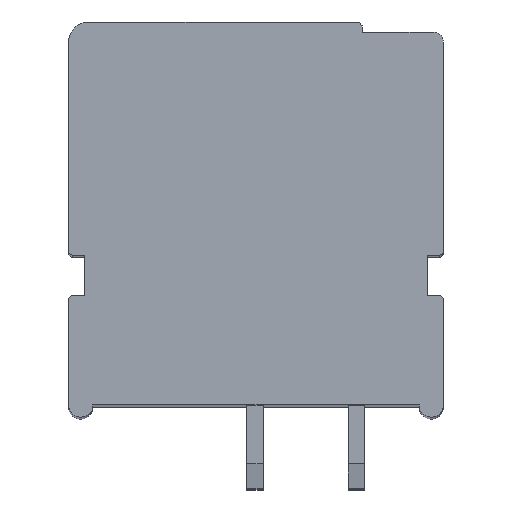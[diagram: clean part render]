
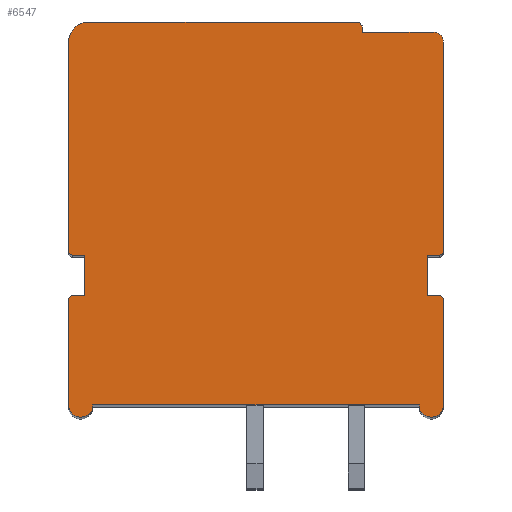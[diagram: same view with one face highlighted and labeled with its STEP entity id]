
A CAD part, top view. The second image highlights one B-rep face of the part: STEP entity #6547.
In plain terms, the highlighted planar face has unit normal (0, 0, 1).
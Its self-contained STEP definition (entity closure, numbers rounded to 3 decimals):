
#932=CARTESIAN_POINT('',(8.75,8.75,4.7));
#933=DIRECTION('',(0.,0.,1.));
#934=DIRECTION('',(1.,0.,0.));
#935=AXIS2_PLACEMENT_3D('',#932,#933,#934);
#937=DIRECTION('',(0.,1.,0.));
#938=VECTOR('',#937,10.3);
#939=CARTESIAN_POINT('',(9.25,-1.55,4.7));
#940=LINE('',#939,#938);
#941=CARTESIAN_POINT('',(9.05,-1.55,4.7));
#942=DIRECTION('',(0.,0.,1.));
#943=DIRECTION('',(0.,-1.,0.));
#944=AXIS2_PLACEMENT_3D('',#941,#942,#943);
#946=DIRECTION('',(1.,0.,0.));
#947=VECTOR('',#946,0.6);
#948=CARTESIAN_POINT('',(8.45,-1.75,4.7));
#949=LINE('',#948,#947);
#950=DIRECTION('',(0.,1.,0.));
#951=VECTOR('',#950,2.);
#952=CARTESIAN_POINT('',(8.45,-3.75,4.7));
#953=LINE('',#952,#951);
#954=DIRECTION('',(-1.,0.,0.));
#955=VECTOR('',#954,0.6);
#956=CARTESIAN_POINT('',(9.05,-3.75,4.7));
#957=LINE('',#956,#955);
#958=CARTESIAN_POINT('',(9.05,-3.95,4.7));
#959=DIRECTION('',(0.,0.,1.));
#960=DIRECTION('',(1.,0.,0.));
#961=AXIS2_PLACEMENT_3D('',#958,#959,#960);
#963=DIRECTION('',(0.,1.,0.));
#964=VECTOR('',#963,5.2);
#965=CARTESIAN_POINT('',(9.25,-9.15,4.7));
#966=LINE('',#965,#964);
#967=CARTESIAN_POINT('',(8.65,-9.15,4.7));
#968=DIRECTION('',(0.,0.,1.));
#969=DIRECTION('',(-1.,0.,0.));
#970=AXIS2_PLACEMENT_3D('',#967,#968,#969);
#972=DIRECTION('',(1.,0.,0.));
#973=VECTOR('',#972,16.1);
#974=CARTESIAN_POINT('',(-8.05,-9.15,4.7));
#975=LINE('',#974,#973);
#976=CARTESIAN_POINT('',(-8.65,-9.15,4.7));
#977=DIRECTION('',(0.,0.,1.));
#978=DIRECTION('',(-1.,0.,0.));
#979=AXIS2_PLACEMENT_3D('',#976,#977,#978);
#981=DIRECTION('',(0.,-1.,0.));
#982=VECTOR('',#981,5.2);
#983=CARTESIAN_POINT('',(-9.25,-3.95,4.7));
#984=LINE('',#983,#982);
#985=CARTESIAN_POINT('',(-9.05,-3.95,4.7));
#986=DIRECTION('',(0.,0.,1.));
#987=DIRECTION('',(0.,1.,0.));
#988=AXIS2_PLACEMENT_3D('',#985,#986,#987);
#990=DIRECTION('',(-1.,0.,0.));
#991=VECTOR('',#990,0.6);
#992=CARTESIAN_POINT('',(-8.45,-3.75,4.7));
#993=LINE('',#992,#991);
#994=DIRECTION('',(0.,-1.,0.));
#995=VECTOR('',#994,2.);
#996=CARTESIAN_POINT('',(-8.45,-1.75,4.7));
#997=LINE('',#996,#995);
#998=DIRECTION('',(1.,0.,0.));
#999=VECTOR('',#998,0.6);
#1000=CARTESIAN_POINT('',(-9.05,-1.75,4.7));
#1001=LINE('',#1000,#999);
#1002=CARTESIAN_POINT('',(-9.05,-1.55,4.7));
#1003=DIRECTION('',(0.,0.,1.));
#1004=DIRECTION('',(-1.,0.,0.));
#1005=AXIS2_PLACEMENT_3D('',#1002,#1003,#1004);
#1007=DIRECTION('',(0.,-1.,0.));
#1008=VECTOR('',#1007,10.3);
#1009=CARTESIAN_POINT('',(-9.25,8.75,4.7));
#1010=LINE('',#1009,#1008);
#1011=CARTESIAN_POINT('',(-8.25,8.75,4.7));
#1012=DIRECTION('',(0.,0.,1.));
#1013=DIRECTION('',(0.,1.,0.));
#1014=AXIS2_PLACEMENT_3D('',#1011,#1012,#1013);
#1016=DIRECTION('',(-1.,0.,0.));
#1017=VECTOR('',#1016,13.2);
#1018=CARTESIAN_POINT('',(4.95,9.75,4.7));
#1019=LINE('',#1018,#1017);
#1020=CARTESIAN_POINT('',(4.95,9.45,4.7));
#1021=DIRECTION('',(0.,0.,1.));
#1022=DIRECTION('',(1.,0.,0.));
#1023=AXIS2_PLACEMENT_3D('',#1020,#1021,#1022);
#1025=DIRECTION('',(0.,1.,0.));
#1026=VECTOR('',#1025,0.2);
#1027=CARTESIAN_POINT('',(5.25,9.25,4.7));
#1028=LINE('',#1027,#1026);
#1029=DIRECTION('',(-1.,0.,0.));
#1030=VECTOR('',#1029,3.5);
#1031=CARTESIAN_POINT('',(8.75,9.25,4.7));
#1032=LINE('',#1031,#1030);
#4313=CARTESIAN_POINT('',(9.25,8.75,4.7));
#4314=CARTESIAN_POINT('',(8.75,9.25,4.7));
#4315=VERTEX_POINT('',#4313);
#4316=VERTEX_POINT('',#4314);
#4317=CARTESIAN_POINT('',(5.25,9.25,4.7));
#4318=VERTEX_POINT('',#4317);
#4319=CARTESIAN_POINT('',(5.25,9.45,4.7));
#4320=VERTEX_POINT('',#4319);
#4321=CARTESIAN_POINT('',(4.95,9.75,4.7));
#4322=VERTEX_POINT('',#4321);
#4323=CARTESIAN_POINT('',(-8.25,9.75,4.7));
#4324=VERTEX_POINT('',#4323);
#4325=CARTESIAN_POINT('',(-9.25,8.75,4.7));
#4326=VERTEX_POINT('',#4325);
#4327=CARTESIAN_POINT('',(-9.25,-1.55,4.7));
#4328=VERTEX_POINT('',#4327);
#4329=CARTESIAN_POINT('',(-9.05,-1.75,4.7));
#4330=VERTEX_POINT('',#4329);
#4331=CARTESIAN_POINT('',(-8.45,-1.75,4.7));
#4332=VERTEX_POINT('',#4331);
#4333=CARTESIAN_POINT('',(-8.45,-3.75,4.7));
#4334=VERTEX_POINT('',#4333);
#4335=CARTESIAN_POINT('',(-9.05,-3.75,4.7));
#4336=VERTEX_POINT('',#4335);
#4337=CARTESIAN_POINT('',(-9.25,-3.95,4.7));
#4338=VERTEX_POINT('',#4337);
#4339=CARTESIAN_POINT('',(-9.25,-9.15,4.7));
#4340=VERTEX_POINT('',#4339);
#4341=CARTESIAN_POINT('',(-8.05,-9.15,4.7));
#4342=VERTEX_POINT('',#4341);
#4343=CARTESIAN_POINT('',(8.05,-9.15,4.7));
#4344=VERTEX_POINT('',#4343);
#4345=CARTESIAN_POINT('',(9.25,-9.15,4.7));
#4346=VERTEX_POINT('',#4345);
#4347=CARTESIAN_POINT('',(9.25,-3.95,4.7));
#4348=VERTEX_POINT('',#4347);
#4349=CARTESIAN_POINT('',(9.05,-3.75,4.7));
#4350=VERTEX_POINT('',#4349);
#4351=CARTESIAN_POINT('',(8.45,-3.75,4.7));
#4352=VERTEX_POINT('',#4351);
#4353=CARTESIAN_POINT('',(8.45,-1.75,4.7));
#4354=VERTEX_POINT('',#4353);
#4355=CARTESIAN_POINT('',(9.05,-1.75,4.7));
#4356=VERTEX_POINT('',#4355);
#4357=CARTESIAN_POINT('',(9.25,-1.55,4.7));
#4358=VERTEX_POINT('',#4357);
#6517=CARTESIAN_POINT('',(0.,0.,4.7));
#6518=DIRECTION('',(0.,0.,1.));
#6519=DIRECTION('',(1.,0.,0.));
#6520=AXIS2_PLACEMENT_3D('',#6517,#6518,#6519);
#6521=PLANE('',#6520);
#6522=ORIENTED_EDGE('',*,*,#5697,.F.);
#6523=ORIENTED_EDGE('',*,*,#5712,.F.);
#6524=ORIENTED_EDGE('',*,*,#5726,.F.);
#6525=ORIENTED_EDGE('',*,*,#5740,.F.);
#6526=ORIENTED_EDGE('',*,*,#5754,.F.);
#6527=ORIENTED_EDGE('',*,*,#5768,.F.);
#6528=ORIENTED_EDGE('',*,*,#5782,.F.);
#6529=ORIENTED_EDGE('',*,*,#5796,.F.);
#6530=ORIENTED_EDGE('',*,*,#5810,.F.);
#6531=ORIENTED_EDGE('',*,*,#5824,.F.);
#6532=ORIENTED_EDGE('',*,*,#6058,.F.);
#6533=ORIENTED_EDGE('',*,*,#6072,.F.);
#6534=ORIENTED_EDGE('',*,*,#6086,.F.);
#6535=ORIENTED_EDGE('',*,*,#6100,.F.);
#6536=ORIENTED_EDGE('',*,*,#6114,.F.);
#6537=ORIENTED_EDGE('',*,*,#6128,.F.);
#6538=ORIENTED_EDGE('',*,*,#6142,.F.);
#6539=ORIENTED_EDGE('',*,*,#6156,.F.);
#6540=ORIENTED_EDGE('',*,*,#6170,.F.);
#6541=ORIENTED_EDGE('',*,*,#6184,.F.);
#6542=ORIENTED_EDGE('',*,*,#6374,.F.);
#6543=ORIENTED_EDGE('',*,*,#6388,.F.);
#6544=ORIENTED_EDGE('',*,*,#6401,.F.);
#6545=EDGE_LOOP('',(#6522,#6523,#6524,#6525,#6526,#6527,#6528,#6529,#6530,#6531,
#6532,#6533,#6534,#6535,#6536,#6537,#6538,#6539,#6540,#6541,#6542,#6543,#6544));
#6546=FACE_OUTER_BOUND('',#6545,.F.);
#936=CIRCLE('',#935,0.5);
#945=CIRCLE('',#944,0.2);
#962=CIRCLE('',#961,0.2);
#971=CIRCLE('',#970,0.6);
#980=CIRCLE('',#979,0.6);
#989=CIRCLE('',#988,0.2);
#1006=CIRCLE('',#1005,0.2);
#1015=CIRCLE('',#1014,1.);
#1024=CIRCLE('',#1023,0.3);
#5697=EDGE_CURVE('',#4315,#4316,#936,.T.);
#5712=EDGE_CURVE('',#4358,#4315,#940,.T.);
#5726=EDGE_CURVE('',#4356,#4358,#945,.T.);
#5740=EDGE_CURVE('',#4354,#4356,#949,.T.);
#5754=EDGE_CURVE('',#4352,#4354,#953,.T.);
#5768=EDGE_CURVE('',#4350,#4352,#957,.T.);
#5782=EDGE_CURVE('',#4348,#4350,#962,.T.);
#5796=EDGE_CURVE('',#4346,#4348,#966,.T.);
#5810=EDGE_CURVE('',#4344,#4346,#971,.T.);
#5824=EDGE_CURVE('',#4342,#4344,#975,.T.);
#6058=EDGE_CURVE('',#4340,#4342,#980,.T.);
#6072=EDGE_CURVE('',#4338,#4340,#984,.T.);
#6086=EDGE_CURVE('',#4336,#4338,#989,.T.);
#6100=EDGE_CURVE('',#4334,#4336,#993,.T.);
#6114=EDGE_CURVE('',#4332,#4334,#997,.T.);
#6128=EDGE_CURVE('',#4330,#4332,#1001,.T.);
#6142=EDGE_CURVE('',#4328,#4330,#1006,.T.);
#6156=EDGE_CURVE('',#4326,#4328,#1010,.T.);
#6170=EDGE_CURVE('',#4324,#4326,#1015,.T.);
#6184=EDGE_CURVE('',#4322,#4324,#1019,.T.);
#6374=EDGE_CURVE('',#4320,#4322,#1024,.T.);
#6388=EDGE_CURVE('',#4318,#4320,#1028,.T.);
#6401=EDGE_CURVE('',#4316,#4318,#1032,.T.);
#6547=ADVANCED_FACE('',(#6546),#6521,.T.);
